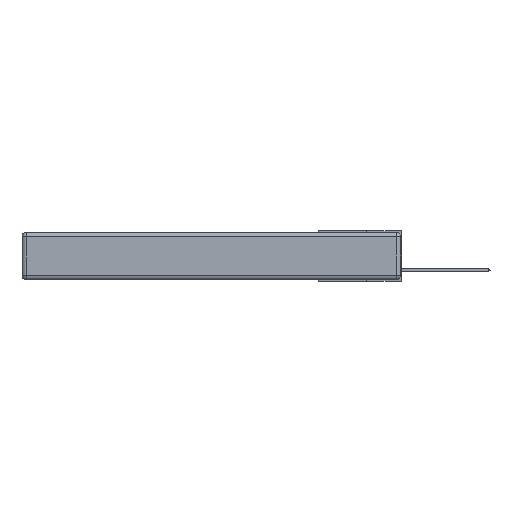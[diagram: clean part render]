
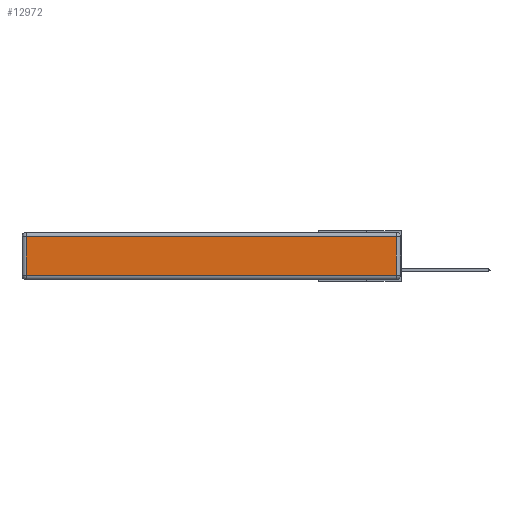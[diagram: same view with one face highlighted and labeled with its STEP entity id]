
A CAD part, left-side view. The second image highlights one B-rep face of the part: STEP entity #12972.
In plain terms, the highlighted planar face has unit normal (-1, 0, 0).
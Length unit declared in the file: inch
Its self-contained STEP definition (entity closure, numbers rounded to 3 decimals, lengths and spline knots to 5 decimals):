
#745 = CARTESIAN_POINT ( 'NONE',  ( 0., 0.03, -0.343 ) ) ;
#1626 = CARTESIAN_POINT ( 'NONE',  ( 0., 2.72, -0.313 ) ) ;
#2198 = EDGE_CURVE ( 'NONE', #6620, #9383, #6017, .T. ) ;
#2671 = CARTESIAN_POINT ( 'NONE',  ( 0., 0.03, -0.03 ) ) ;
#3163 = DIRECTION ( 'NONE',  ( 0., 0., 1. ) ) ;
#4451 = FACE_OUTER_BOUND ( 'NONE', #9817, .T. ) ;
#4784 = CARTESIAN_POINT ( 'NONE',  ( 0., 2.75, -0.03 ) ) ;
#5636 = CARTESIAN_POINT ( 'NONE',  ( 0., 0., -0.313 ) ) ;
#5712 = AXIS2_PLACEMENT_3D ( 'NONE', #13690, #9551, #3163 ) ;
#5825 = DIRECTION ( 'NONE',  ( 0., 0., 1. ) ) ;
#6017 = LINE ( 'NONE', #4784, #12995 ) ;
#6343 = VERTEX_POINT ( 'NONE', #1626 ) ;
#6620 = VERTEX_POINT ( 'NONE', #2671 ) ;
#6721 = VECTOR ( 'NONE', #10578, 39.37008 ) ;
#7009 = VECTOR ( 'NONE', #9014, 39.37008 ) ;
#7720 = CARTESIAN_POINT ( 'NONE',  ( 0., 0.03, -0.313 ) ) ;
#7786 = CARTESIAN_POINT ( 'NONE',  ( 0., 2.72, -0.03 ) ) ;
#7862 = LINE ( 'NONE', #5636, #7009 ) ;
#7915 = ORIENTED_EDGE ( 'NONE', *, *, #2198, .T. ) ;
#7921 = VECTOR ( 'NONE', #5825, 39.37008 ) ;
#8397 = ORIENTED_EDGE ( 'NONE', *, *, #8682, .T. ) ;
#8682 = EDGE_CURVE ( 'NONE', #6343, #13455, #7862, .T. ) ;
#8976 = DIRECTION ( 'NONE',  ( 0., 1., 0. ) ) ;
#9014 = DIRECTION ( 'NONE',  ( 0., -1., 0. ) ) ;
#9383 = VERTEX_POINT ( 'NONE', #7786 ) ;
#9551 = DIRECTION ( 'NONE',  ( -1., 0., 0. ) ) ;
#9576 = LINE ( 'NONE', #10694, #6721 ) ;
#9643 = ORIENTED_EDGE ( 'NONE', *, *, #11838, .T. ) ;
#9817 = EDGE_LOOP ( 'NONE', ( #8397, #9643, #7915, #10244 ) ) ;
#10244 = ORIENTED_EDGE ( 'NONE', *, *, #11953, .T. ) ;
#10578 = DIRECTION ( 'NONE',  ( 0., 0., -1. ) ) ;
#10694 = CARTESIAN_POINT ( 'NONE',  ( 0., 2.72, -0.343 ) ) ;
#10733 = LINE ( 'NONE', #745, #7921 ) ;
#11556 = PLANE ( 'NONE',  #5712 ) ;
#11838 = EDGE_CURVE ( 'NONE', #13455, #6620, #10733, .T. ) ;
#11953 = EDGE_CURVE ( 'NONE', #9383, #6343, #9576, .T. ) ;
#12972 = ADVANCED_FACE ( 'NONE', ( #4451 ), #11556, .T. ) ;
#12995 = VECTOR ( 'NONE', #8976, 39.37008 ) ;
#13455 = VERTEX_POINT ( 'NONE', #7720 ) ;
#13690 = CARTESIAN_POINT ( 'NONE',  ( 0., 0., -0.343 ) ) ;
